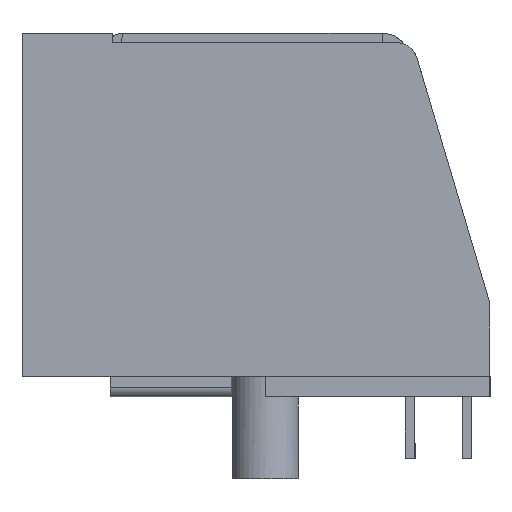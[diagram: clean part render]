
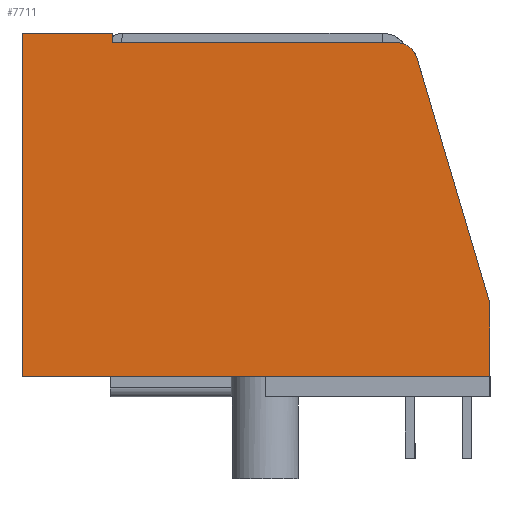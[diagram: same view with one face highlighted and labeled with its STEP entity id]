
A CAD part, left-side view. The second image highlights one B-rep face of the part: STEP entity #7711.
In plain terms, the highlighted planar face has unit normal (-1, 0, 0).
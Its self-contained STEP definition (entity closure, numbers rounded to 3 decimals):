
#56=(
BOUNDED_CURVE()
B_SPLINE_CURVE(2,(#22574,#22575,#22576),.UNSPECIFIED.,.F.,.F.)
B_SPLINE_CURVE_WITH_KNOTS((3,3),(-2.,-1.),.UNSPECIFIED.)
CURVE()
GEOMETRIC_REPRESENTATION_ITEM()
RATIONAL_B_SPLINE_CURVE((1.,1.,1.))
REPRESENTATION_ITEM($)
);
#59=(
BOUNDED_CURVE()
B_SPLINE_CURVE(2,(#22683,#22684,#22685),.UNSPECIFIED.,.F.,.F.)
B_SPLINE_CURVE_WITH_KNOTS((3,3),(-4.,-3.),.UNSPECIFIED.)
CURVE()
GEOMETRIC_REPRESENTATION_ITEM()
RATIONAL_B_SPLINE_CURVE((1.,1.,1.))
REPRESENTATION_ITEM($)
);
#61=(
BOUNDED_CURVE()
B_SPLINE_CURVE(2,(#29449,#29450,#29451,#29452,#29453),.UNSPECIFIED.,.F.,
 .F.)
B_SPLINE_CURVE_WITH_KNOTS((3,2,3),(-8.282,-7.,-6.),
 .UNSPECIFIED.)
CURVE()
GEOMETRIC_REPRESENTATION_ITEM()
RATIONAL_B_SPLINE_CURVE((1.,0.802,1.,1.,1.))
REPRESENTATION_ITEM($)
);
#63=(
BOUNDED_CURVE()
B_SPLINE_CURVE(2,(#29477,#29478,#29479),.UNSPECIFIED.,.F.,.F.)
B_SPLINE_CURVE_WITH_KNOTS((3,3),(-6.,-5.),.UNSPECIFIED.)
CURVE()
GEOMETRIC_REPRESENTATION_ITEM()
RATIONAL_B_SPLINE_CURVE((1.,1.,1.))
REPRESENTATION_ITEM($)
);
#64=(
BOUNDED_CURVE()
B_SPLINE_CURVE(2,(#29519,#29520,#29521),.UNSPECIFIED.,.F.,.F.)
B_SPLINE_CURVE_WITH_KNOTS((3,3),(-1.,0.),.UNSPECIFIED.)
CURVE()
GEOMETRIC_REPRESENTATION_ITEM()
RATIONAL_B_SPLINE_CURVE((1.,1.,1.))
REPRESENTATION_ITEM($)
);
#66=(
BOUNDED_CURVE()
B_SPLINE_CURVE(2,(#29527,#29528,#29529),.UNSPECIFIED.,.F.,.F.)
B_SPLINE_CURVE_WITH_KNOTS((3,3),(-3.,-2.),.UNSPECIFIED.)
CURVE()
GEOMETRIC_REPRESENTATION_ITEM()
RATIONAL_B_SPLINE_CURVE((1.,1.,1.))
REPRESENTATION_ITEM($)
);
#69=(
BOUNDED_CURVE()
B_SPLINE_CURVE(2,(#29537,#29538,#29539),.UNSPECIFIED.,.F.,.F.)
B_SPLINE_CURVE_WITH_KNOTS((3,3),(-5.,-4.),.UNSPECIFIED.)
CURVE()
GEOMETRIC_REPRESENTATION_ITEM()
RATIONAL_B_SPLINE_CURVE((1.,1.,1.))
REPRESENTATION_ITEM($)
);
#768=FACE_OUTER_BOUND($,#1247,.T.);
#1247=EDGE_LOOP($,(#6838,#6839,#6840,#6841,#6842,#6843,#6844));
#3279=VERTEX_POINT($,#22571);
#3280=VERTEX_POINT($,#22573);
#3324=VERTEX_POINT($,#22680);
#3325=VERTEX_POINT($,#22682);
#3517=VERTEX_POINT($,#29446);
#3518=VERTEX_POINT($,#29448);
#3521=VERTEX_POINT($,#29475);
#4272=EDGE_CURVE($,#3280,#3279,#56,.T.);
#4324=EDGE_CURVE($,#3325,#3324,#59,.T.);
#4624=EDGE_CURVE($,#3518,#3517,#61,.T.);
#4630=EDGE_CURVE($,#3517,#3521,#63,.T.);
#4651=EDGE_CURVE($,#3279,#3518,#64,.T.);
#4653=EDGE_CURVE($,#3324,#3280,#66,.T.);
#4656=EDGE_CURVE($,#3521,#3325,#69,.T.);
#6838=ORIENTED_EDGE($,*,*,#4651,.T.);
#6839=ORIENTED_EDGE($,*,*,#4624,.T.);
#6840=ORIENTED_EDGE($,*,*,#4630,.T.);
#6841=ORIENTED_EDGE($,*,*,#4656,.T.);
#6842=ORIENTED_EDGE($,*,*,#4324,.T.);
#6843=ORIENTED_EDGE($,*,*,#4653,.T.);
#6844=ORIENTED_EDGE($,*,*,#4272,.T.);
#7245=PLANE($,#7974);
#7711=ADVANCED_FACE($,(#768),#7245,.T.);
#7974=AXIS2_PLACEMENT_3D($,#29551,#8858,#8859);
#8858=DIRECTION('center_axis',(-1.,0.,0.));
#8859=DIRECTION('ref_axis',(0.,0.,-1.));
#22571=CARTESIAN_POINT('',(-6.605,-2.27,4.1));
#22573=CARTESIAN_POINT('',(-6.605,-2.27,0.9));
#22574=CARTESIAN_POINT('Ctrl Pts',(-6.605,-2.27,
0.9));
#22575=CARTESIAN_POINT('Ctrl Pts',(-6.605,-2.27,
2.5));
#22576=CARTESIAN_POINT('Ctrl Pts',(-6.605,-2.27,
4.1));
#22680=CARTESIAN_POINT('',(-6.605,18.33,0.9));
#22682=CARTESIAN_POINT('',(-6.605,18.33,16.));
#22683=CARTESIAN_POINT('Ctrl Pts',(-6.605,18.33,16.));
#22684=CARTESIAN_POINT('Ctrl Pts',(-6.605,18.33,8.45));
#22685=CARTESIAN_POINT('Ctrl Pts',(-6.605,18.33,0.9));
#29446=CARTESIAN_POINT('',(-6.605,14.33,15.6));
#29448=CARTESIAN_POINT('',(-6.605,0.938,14.885));
#29449=CARTESIAN_POINT('Ctrl Pts',(-6.605,0.938,
14.885));
#29450=CARTESIAN_POINT('Ctrl Pts',(-6.605,1.151,15.6));
#29451=CARTESIAN_POINT('Ctrl Pts',(-6.605,1.897,15.6));
#29452=CARTESIAN_POINT('Ctrl Pts',(-6.605,8.113,15.6));
#29453=CARTESIAN_POINT('Ctrl Pts',(-6.605,14.33,15.6));
#29475=CARTESIAN_POINT('',(-6.605,14.33,16.));
#29477=CARTESIAN_POINT('Ctrl Pts',(-6.605,14.33,15.6));
#29478=CARTESIAN_POINT('Ctrl Pts',(-6.605,14.33,15.8));
#29479=CARTESIAN_POINT('Ctrl Pts',(-6.605,14.33,16.));
#29519=CARTESIAN_POINT('Ctrl Pts',(-6.605,-2.27,
4.1));
#29520=CARTESIAN_POINT('Ctrl Pts',(-6.605,-0.666,
9.493));
#29521=CARTESIAN_POINT('Ctrl Pts',(-6.605,0.938,
14.885));
#29527=CARTESIAN_POINT('Ctrl Pts',(-6.605,18.33,0.9));
#29528=CARTESIAN_POINT('Ctrl Pts',(-6.605,8.03,0.9));
#29529=CARTESIAN_POINT('Ctrl Pts',(-6.605,-2.27,
0.9));
#29537=CARTESIAN_POINT('Ctrl Pts',(-6.605,14.33,16.));
#29538=CARTESIAN_POINT('Ctrl Pts',(-6.605,16.33,16.));
#29539=CARTESIAN_POINT('Ctrl Pts',(-6.605,18.33,16.));
#29551=CARTESIAN_POINT('Origin',(-6.605,8.805,7.982));
